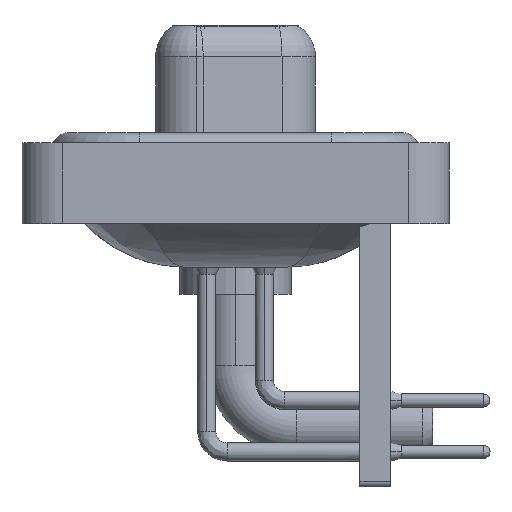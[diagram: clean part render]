
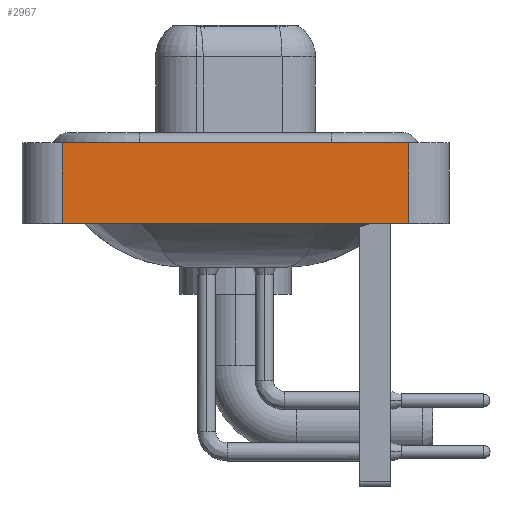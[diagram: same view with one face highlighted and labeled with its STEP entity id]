
A CAD part, left-side view. The second image highlights one B-rep face of the part: STEP entity #2967.
In plain terms, the highlighted planar face has unit normal (-1, 0, 0).
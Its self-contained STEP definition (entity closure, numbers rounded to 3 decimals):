
#508 = ORIENTED_EDGE ( 'NONE', *, *, #4951, .F. ) ;
#1465 = VERTEX_POINT ( 'NONE', #5766 ) ;
#1761 = CARTESIAN_POINT ( 'NONE',  ( -7.25, -8.55, -3.6 ) ) ;
#1995 = CARTESIAN_POINT ( 'NONE',  ( -7.25, 8.55, -3.6 ) ) ;
#2768 = CARTESIAN_POINT ( 'NONE',  ( -7.25, -8.55, 0.4 ) ) ;
#2967 = ADVANCED_FACE ( 'NONE', ( #5432 ), #17851, .T. ) ;
#4951 = EDGE_CURVE ( 'NONE', #5577, #8185, #9080, .T. ) ;
#5002 = EDGE_CURVE ( 'NONE', #8185, #1465, #20650, .T. ) ;
#5432 = FACE_OUTER_BOUND ( 'NONE', #6136, .T. ) ;
#5433 = AXIS2_PLACEMENT_3D ( 'NONE', #1761, #6596, #13001 ) ;
#5577 = VERTEX_POINT ( 'NONE', #1995 ) ;
#5766 = CARTESIAN_POINT ( 'NONE',  ( -7.25, -8.55, 0.4 ) ) ;
#6087 = EDGE_CURVE ( 'NONE', #5577, #20564, #6603, .T. ) ;
#6136 = EDGE_LOOP ( 'NONE', ( #10863, #19635, #508, #7038 ) ) ;
#6596 = DIRECTION ( 'NONE',  ( -1., 0., 0. ) ) ;
#6603 = LINE ( 'NONE', #17655, #10320 ) ;
#7038 = ORIENTED_EDGE ( 'NONE', *, *, #6087, .T. ) ;
#7467 = CARTESIAN_POINT ( 'NONE',  ( -7.25, -8.55, -3.6 ) ) ;
#7503 = CARTESIAN_POINT ( 'NONE',  ( -7.25, 8.55, -3.6 ) ) ;
#8185 = VERTEX_POINT ( 'NONE', #15125 ) ;
#9080 = LINE ( 'NONE', #7503, #11618 ) ;
#9283 = DIRECTION ( 'NONE',  ( 0., 0., 1. ) ) ;
#9384 = CARTESIAN_POINT ( 'NONE',  ( -7.25, -8.55, -3.6 ) ) ;
#9591 = DIRECTION ( 'NONE',  ( 0., 0., 1. ) ) ;
#10320 = VECTOR ( 'NONE', #14498, 1000. ) ;
#10863 = ORIENTED_EDGE ( 'NONE', *, *, #13559, .T. ) ;
#11618 = VECTOR ( 'NONE', #9283, 1000. ) ;
#12317 = VECTOR ( 'NONE', #12535, 1000. ) ;
#12535 = DIRECTION ( 'NONE',  ( 0., -1., 0. ) ) ;
#13001 = DIRECTION ( 'NONE',  ( 0., 0., 1. ) ) ;
#13559 = EDGE_CURVE ( 'NONE', #20564, #1465, #17485, .T. ) ;
#14498 = DIRECTION ( 'NONE',  ( 0., -1., 0. ) ) ;
#15125 = CARTESIAN_POINT ( 'NONE',  ( -7.25, 8.55, 0.4 ) ) ;
#17485 = LINE ( 'NONE', #9384, #19791 ) ;
#17655 = CARTESIAN_POINT ( 'NONE',  ( -7.25, -8.55, -3.6 ) ) ;
#17851 = PLANE ( 'NONE',  #5433 ) ;
#19635 = ORIENTED_EDGE ( 'NONE', *, *, #5002, .F. ) ;
#19791 = VECTOR ( 'NONE', #9591, 1000. ) ;
#20564 = VERTEX_POINT ( 'NONE', #7467 ) ;
#20650 = LINE ( 'NONE', #2768, #12317 ) ;
